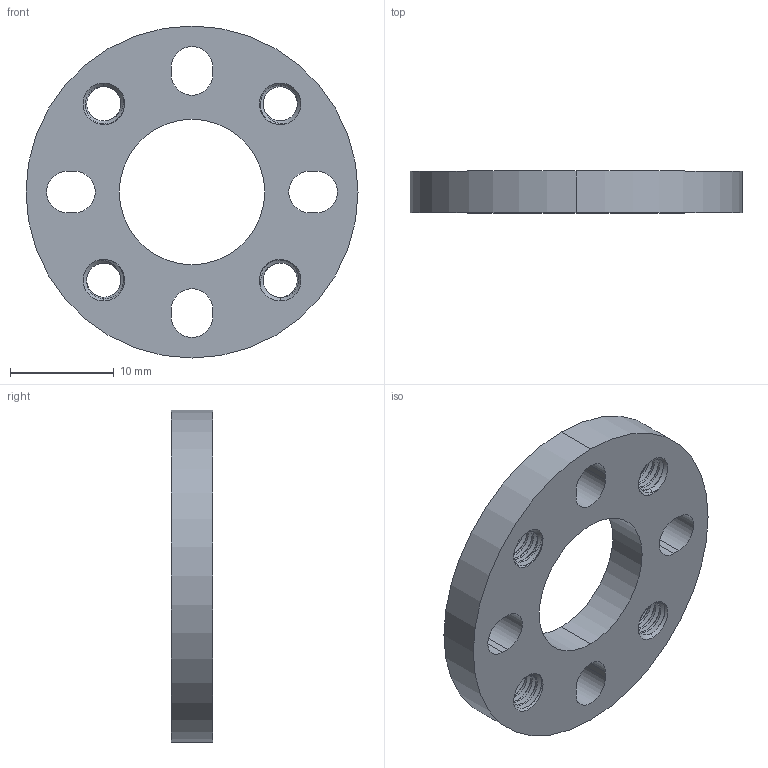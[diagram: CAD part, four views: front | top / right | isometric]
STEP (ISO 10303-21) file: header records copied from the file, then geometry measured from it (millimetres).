
FILE_DESCRIPTION (( 'STEP AP203' ), '1' );
FILE_NAME ('1504-0032-0004.STEP', '2017-04-06T18:41:29', ( '' ), ( '' ), 'SwSTEP 2.0', 'SolidWorks 2016', '' );
FILE_SCHEMA (( 'CONFIG_CONTROL_DESIGN' ));
Length unit declared in the file: millimetre
Products named in the file (1): 1504-0032-0004
Bounding box: 31.95 x 4 x 31.95 mm (x, y, z)
Volume: 2180.7 mm3; surface area: 2160.1 mm2
Topology: 1 solids, 1 shells, 152 faces, 430 edges, 280 vertices
Faces by surface type: cylinder 110, cone 24, plane 10, bspline 8
Entity records: 14743 total; most frequent: CARTESIAN_POINT 11275, ORIENTED_EDGE 860, DIRECTION 576, EDGE_CURVE 430, VERTEX_POINT 280, AXIS2_PLACEMENT_3D 217, EDGE_LOOP 170, FACE_OUTER_BOUND 152
